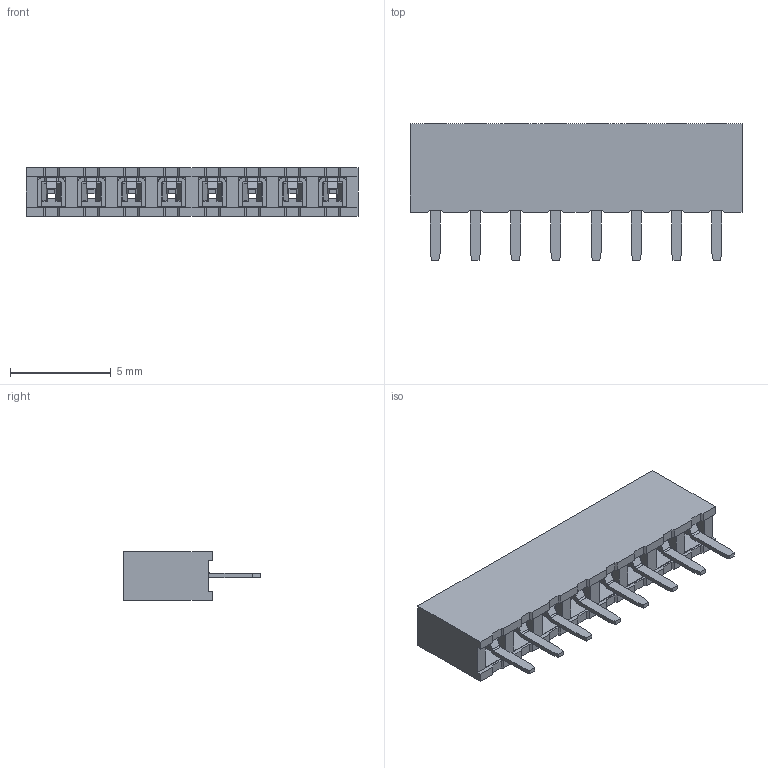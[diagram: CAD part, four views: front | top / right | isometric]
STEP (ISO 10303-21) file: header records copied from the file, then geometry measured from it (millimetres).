
FILE_DESCRIPTION (( 'STEP AP214' ), '1' );
FILE_NAME ('Sullins NPPN081BFCN-RC.STEP', '2016-04-07T20:44:43', ( '' ), ( '' ), 'SwSTEP 2.0', 'SolidWorks 2015', '' );
FILE_SCHEMA (( 'AUTOMOTIVE_DESIGN' ));
Length unit declared in the file: millimetre
Products named in the file (1): Sullins NPPN081BFCN-RC
Bounding box: 16.5 x 6.8 x 2.4 mm (x, y, z)
Volume: 119.5 mm3; surface area: 546.2 mm2
Topology: 1 solids, 1 shells, 802 faces, 2224 edges, 1408 vertices
Faces by surface type: plane 506, cylinder 248, bspline 48
Entity records: 29120 total; most frequent: CARTESIAN_POINT 6787, ORIENTED_EDGE 4448, DIRECTION 3942, EDGE_CURVE 2224, VECTOR 1696, LINE 1696, VERTEX_POINT 1408, AXIS2_PLACEMENT_3D 1123
